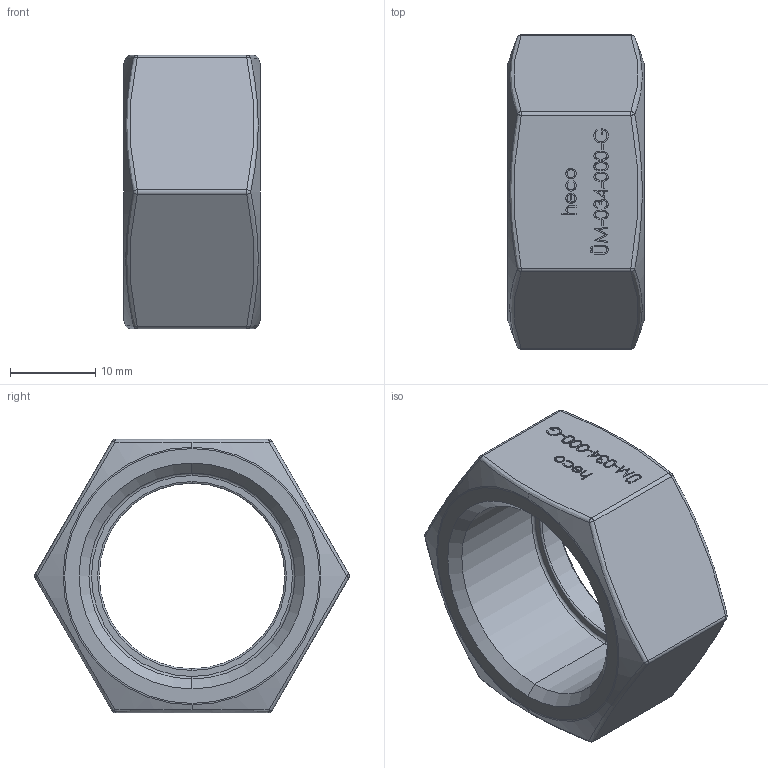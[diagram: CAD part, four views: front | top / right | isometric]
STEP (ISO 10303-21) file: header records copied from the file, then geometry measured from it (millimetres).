
FILE_DESCRIPTION (( 'STEP AP214' ), '1' );
FILE_NAME ('ÜM-034-000-G Überwurfmutter.STEP', '2018-06-20T15:20:15', ( '' ), ( '' ), 'SwSTEP 2.0', 'SolidWorks 2016', '' );
FILE_SCHEMA (( 'AUTOMOTIVE_DESIGN' ));
Length unit declared in the file: millimetre
Products named in the file (1): ÜM-034-000-G Überwurfmutter
Bounding box: 16 x 36.8 x 32 mm (x, y, z)
Volume: 6939.6 mm3; surface area: 3778 mm2
Topology: 1 solids, 1 shells, 311 faces, 791 edges, 510 vertices
Faces by surface type: bspline 156, plane 117, sphere 12, torus 10, cylinder 10, cone 6
Entity records: 19998 total; most frequent: CARTESIAN_POINT 11449, ORIENTED_EDGE 1566, DIRECTION 849, EDGE_CURVE 783, VERTEX_POINT 506, VECTOR 397, LINE 397, EDGE_LOOP 345
